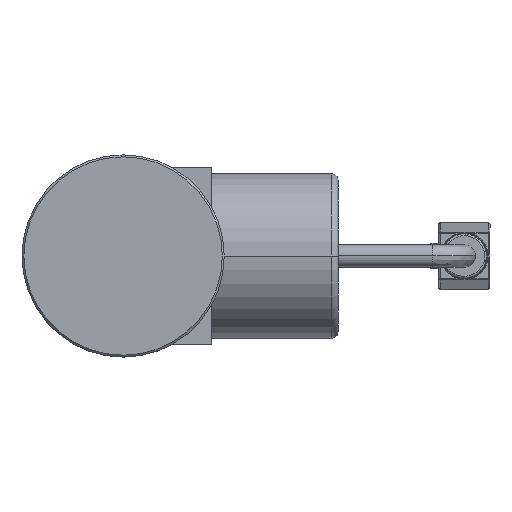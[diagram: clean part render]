
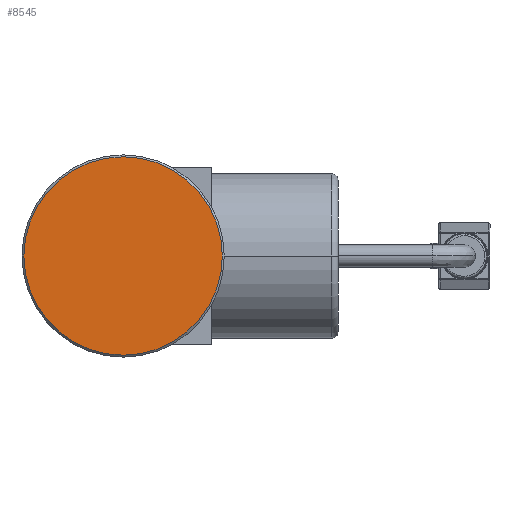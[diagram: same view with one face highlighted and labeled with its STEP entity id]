
A CAD part, left-side view. The second image highlights one B-rep face of the part: STEP entity #8545.
In plain terms, the highlighted planar face has unit normal (-1, 0, 0).
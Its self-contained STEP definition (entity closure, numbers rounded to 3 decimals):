
#480 = DIRECTION ( 'NONE',  ( -1., 0., 0. ) ) ;
#1125 = CIRCLE ( 'NONE', #6439, 15.7 ) ;
#1128 = ORIENTED_EDGE ( 'NONE', *, *, #7655, .T. ) ;
#1256 = DIRECTION ( 'NONE',  ( 0., 0., 1. ) ) ;
#1350 = DIRECTION ( 'NONE',  ( 0., 0., 1. ) ) ;
#1458 = EDGE_CURVE ( 'NONE', #7786, #6923, #6134, .T. ) ;
#2383 = PLANE ( 'NONE',  #4635 ) ;
#2592 = CARTESIAN_POINT ( 'NONE',  ( 0., 0., 15.7 ) ) ;
#2944 = DIRECTION ( 'NONE',  ( 0., 0., -1. ) ) ;
#3126 = CARTESIAN_POINT ( 'NONE',  ( 0., 0., 0. ) ) ;
#3182 = AXIS2_PLACEMENT_3D ( 'NONE', #4015, #480, #1256 ) ;
#4015 = CARTESIAN_POINT ( 'NONE',  ( 0., 0., 0. ) ) ;
#4224 = DIRECTION ( 'NONE',  ( -1., 0., 0. ) ) ;
#4635 = AXIS2_PLACEMENT_3D ( 'NONE', #3126, #7605, #2944 ) ;
#4834 = FACE_OUTER_BOUND ( 'NONE', #6611, .T. ) ;
#5547 = CARTESIAN_POINT ( 'NONE',  ( 0., 0., 0. ) ) ;
#5976 = ORIENTED_EDGE ( 'NONE', *, *, #1458, .T. ) ;
#6134 = CIRCLE ( 'NONE', #3182, 15.7 ) ;
#6420 = CARTESIAN_POINT ( 'NONE',  ( 0., 0., -15.7 ) ) ;
#6439 = AXIS2_PLACEMENT_3D ( 'NONE', #5547, #4224, #1350 ) ;
#6611 = EDGE_LOOP ( 'NONE', ( #5976, #1128 ) ) ;
#6923 = VERTEX_POINT ( 'NONE', #2592 ) ;
#7605 = DIRECTION ( 'NONE',  ( 1., 0., 0. ) ) ;
#7655 = EDGE_CURVE ( 'NONE', #6923, #7786, #1125, .T. ) ;
#7786 = VERTEX_POINT ( 'NONE', #6420 ) ;
#8545 = ADVANCED_FACE ( 'NONE', ( #4834 ), #2383, .F. ) ;
